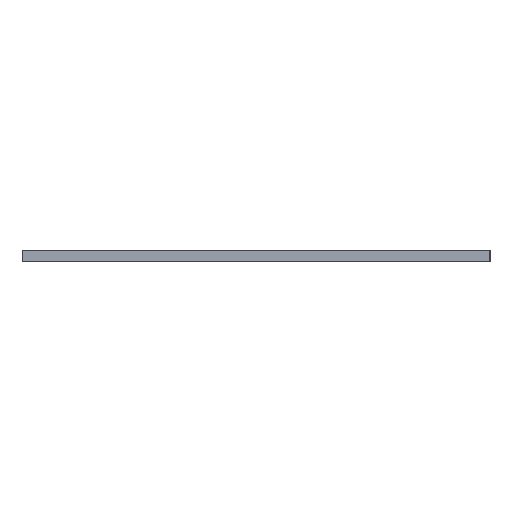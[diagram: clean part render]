
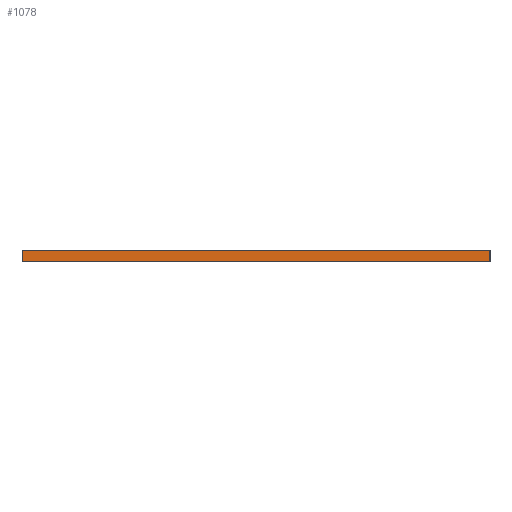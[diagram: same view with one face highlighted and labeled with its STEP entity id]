
A CAD part, left-side view. The second image highlights one B-rep face of the part: STEP entity #1078.
In plain terms, the highlighted planar face has unit normal (-1, 0, 0).
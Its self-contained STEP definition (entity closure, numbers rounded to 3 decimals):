
#1039=CARTESIAN_POINT('Axis2P3D Location',(-25000.,20000.,0.)) ;
#1044=CARTESIAN_POINT('Line Origine',(-25000.,20000.,500.)) ;
#1048=CARTESIAN_POINT('Vertex',(-25000.,20000.,0.)) ;
#1050=CARTESIAN_POINT('Vertex',(-25000.,20000.,1000.)) ;
#1053=CARTESIAN_POINT('Line Origine',(-25000.,0.,0.)) ;
#1057=CARTESIAN_POINT('Vertex',(-25000.,-20000.,0.)) ;
#1060=CARTESIAN_POINT('Line Origine',(-25000.,-20000.,500.)) ;
#1064=CARTESIAN_POINT('Vertex',(-25000.,-20000.,1000.)) ;
#1067=CARTESIAN_POINT('Line Origine',(-25000.,0.,1000.)) ;
#1040=DIRECTION('Axis2P3D Direction',(-1.,0.,0.)) ;
#1041=DIRECTION('Axis2P3D XDirection',(0.,-1.,0.)) ;
#1045=DIRECTION('Vector Direction',(0.,0.,1.)) ;
#1054=DIRECTION('Vector Direction',(0.,-1.,0.)) ;
#1061=DIRECTION('Vector Direction',(0.,0.,1.)) ;
#1068=DIRECTION('Vector Direction',(0.,-1.,0.)) ;
#1042=AXIS2_PLACEMENT_3D('Plane Axis2P3D',#1039,#1040,#1041) ;
#1073=ORIENTED_EDGE('',*,*,#1052,.F.) ;
#1074=ORIENTED_EDGE('',*,*,#1059,.T.) ;
#1075=ORIENTED_EDGE('',*,*,#1066,.T.) ;
#1076=ORIENTED_EDGE('',*,*,#1071,.F.) ;
#1046=VECTOR('Line Direction',#1045,1.) ;
#1055=VECTOR('Line Direction',#1054,1.) ;
#1062=VECTOR('Line Direction',#1061,1.) ;
#1069=VECTOR('Line Direction',#1068,1.) ;
#1078=ADVANCED_FACE('\X2\62C94F38\X0\.1',(#1077),#1043,.T.) ;
#1052=EDGE_CURVE('',#1049,#1051,#1047,.T.) ;
#1059=EDGE_CURVE('',#1049,#1058,#1056,.T.) ;
#1066=EDGE_CURVE('',#1058,#1065,#1063,.T.) ;
#1071=EDGE_CURVE('',#1051,#1065,#1070,.T.) ;
#1072=EDGE_LOOP('',(#1073,#1074,#1075,#1076)) ;
#1077=FACE_OUTER_BOUND('',#1072,.T.) ;
#1047=LINE('Line',#1044,#1046) ;
#1056=LINE('Line',#1053,#1055) ;
#1063=LINE('Line',#1060,#1062) ;
#1070=LINE('Line',#1067,#1069) ;
#1043=PLANE('Plane',#1042) ;
#1049=VERTEX_POINT('',#1048) ;
#1051=VERTEX_POINT('',#1050) ;
#1058=VERTEX_POINT('',#1057) ;
#1065=VERTEX_POINT('',#1064) ;
